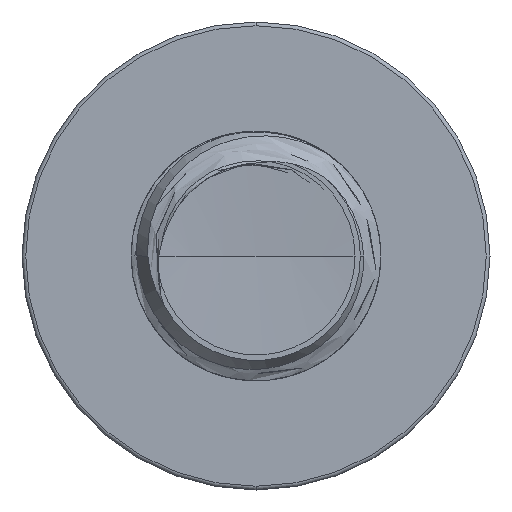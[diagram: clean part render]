
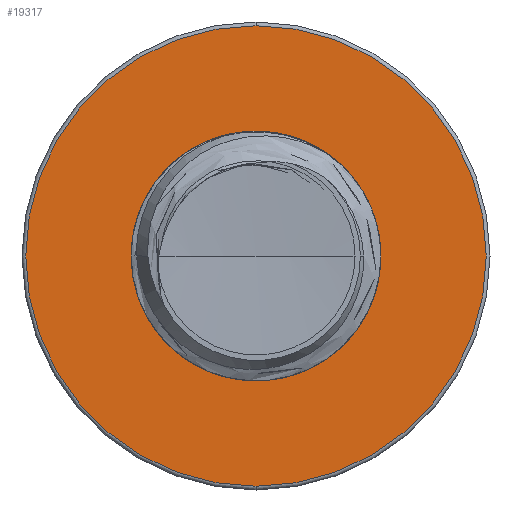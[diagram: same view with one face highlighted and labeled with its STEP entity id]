
A CAD part, front view. The second image highlights one B-rep face of the part: STEP entity #19317.
In plain terms, the highlighted planar face has unit normal (0, -1, 0).
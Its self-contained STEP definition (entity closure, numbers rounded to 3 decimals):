
#924 = FACE_BOUND ( 'NONE', #16116, .T. ) ;
#1101 = ORIENTED_EDGE ( 'NONE', *, *, #18812, .T. ) ;
#1579 = EDGE_CURVE ( 'NONE', #14427, #12466, #23950, .T. ) ;
#1710 = EDGE_LOOP ( 'NONE', ( #23052, #1101 ) ) ;
#2427 = AXIS2_PLACEMENT_3D ( 'NONE', #3567, #16770, #5493 ) ;
#2700 = DIRECTION ( 'NONE',  ( 0., -1., 0. ) ) ;
#2945 = AXIS2_PLACEMENT_3D ( 'NONE', #8188, #23050, #11998 ) ;
#3358 = CARTESIAN_POINT ( 'NONE',  ( 0., 4., 1.476 ) ) ;
#3566 = VERTEX_POINT ( 'NONE', #10524 ) ;
#3567 = CARTESIAN_POINT ( 'NONE',  ( 0., 4., 0. ) ) ;
#4303 = VERTEX_POINT ( 'NONE', #3358 ) ;
#4533 = DIRECTION ( 'NONE',  ( 0., -1., 0. ) ) ;
#5493 = DIRECTION ( 'NONE',  ( 0., 0., -1. ) ) ;
#5710 = CARTESIAN_POINT ( 'NONE',  ( 0., 4., -0.786 ) ) ;
#8188 = CARTESIAN_POINT ( 'NONE',  ( 0., 4., 0.786 ) ) ;
#8667 = DIRECTION ( 'NONE',  ( 0., 0., -1. ) ) ;
#8717 = DIRECTION ( 'NONE',  ( 0., -1., 0. ) ) ;
#9943 = CIRCLE ( 'NONE', #2427, 0.786 ) ;
#10281 = AXIS2_PLACEMENT_3D ( 'NONE', #15837, #4533, #17688 ) ;
#10367 = CARTESIAN_POINT ( 'NONE',  ( 0., 4., 0. ) ) ;
#10435 = CIRCLE ( 'NONE', #10281, 1.476 ) ;
#10524 = CARTESIAN_POINT ( 'NONE',  ( 0., 4., -1.476 ) ) ;
#10898 = ORIENTED_EDGE ( 'NONE', *, *, #11037, .F. ) ;
#10959 = ORIENTED_EDGE ( 'NONE', *, *, #1579, .F. ) ;
#11037 = EDGE_CURVE ( 'NONE', #12466, #14427, #9943, .T. ) ;
#11998 = DIRECTION ( 'NONE',  ( 0., 0., -1. ) ) ;
#12466 = VERTEX_POINT ( 'NONE', #21571 ) ;
#14093 = CARTESIAN_POINT ( 'NONE',  ( 0., 4., 0. ) ) ;
#14427 = VERTEX_POINT ( 'NONE', #5710 ) ;
#15447 = FACE_OUTER_BOUND ( 'NONE', #1710, .T. ) ;
#15837 = CARTESIAN_POINT ( 'NONE',  ( 0., 4., 0. ) ) ;
#15906 = DIRECTION ( 'NONE',  ( 0., 0., -1. ) ) ;
#16069 = AXIS2_PLACEMENT_3D ( 'NONE', #14093, #2700, #15906 ) ;
#16116 = EDGE_LOOP ( 'NONE', ( #10959, #10898 ) ) ;
#16770 = DIRECTION ( 'NONE',  ( 0., -1., 0. ) ) ;
#17157 = CIRCLE ( 'NONE', #16069, 1.476 ) ;
#17688 = DIRECTION ( 'NONE',  ( 0., 0., -1. ) ) ;
#18812 = EDGE_CURVE ( 'NONE', #4303, #3566, #17157, .T. ) ;
#19317 = ADVANCED_FACE ( 'NONE', ( #15447, #924 ), #19355, .T. ) ;
#19355 = PLANE ( 'NONE',  #2945 ) ;
#21553 = AXIS2_PLACEMENT_3D ( 'NONE', #10367, #8717, #8667 ) ;
#21571 = CARTESIAN_POINT ( 'NONE',  ( 0., 4., 0.786 ) ) ;
#23050 = DIRECTION ( 'NONE',  ( 0., -1., 0. ) ) ;
#23052 = ORIENTED_EDGE ( 'NONE', *, *, #23865, .T. ) ;
#23865 = EDGE_CURVE ( 'NONE', #3566, #4303, #10435, .T. ) ;
#23950 = CIRCLE ( 'NONE', #21553, 0.786 ) ;
